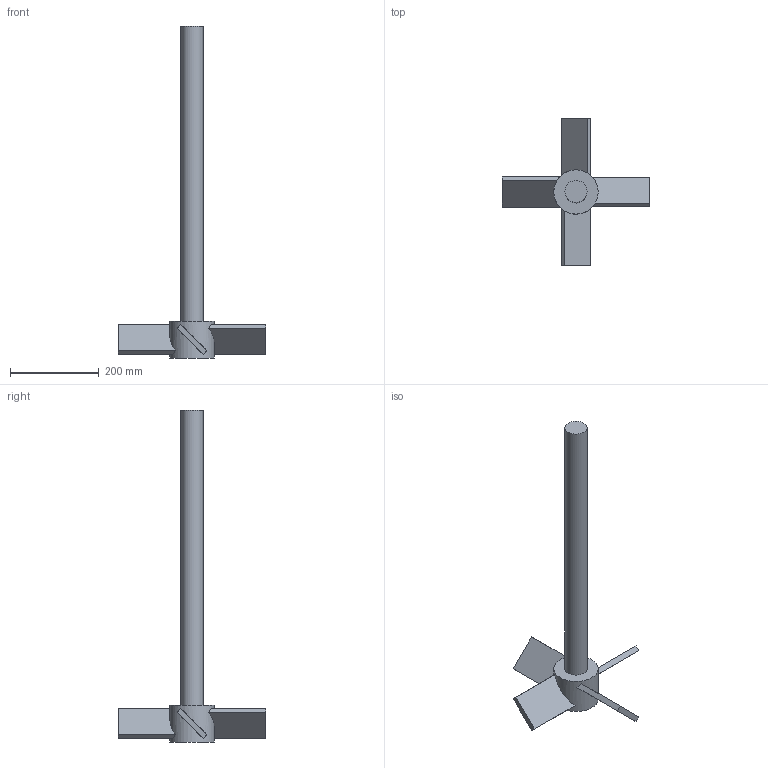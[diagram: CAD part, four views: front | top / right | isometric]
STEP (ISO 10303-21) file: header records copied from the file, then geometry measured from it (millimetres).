
FILE_DESCRIPTION(('FreeCAD Model'),'2;1');
FILE_NAME('Open CASCADE Shape Model','2023-01-18T15:20:40',(''),(''), 'Open CASCADE STEP processor 7.6','FreeCAD','Unknown');
FILE_SCHEMA(('AUTOMOTIVE_DESIGN { 1 0 10303 214 1 1 1 1 }'));
Length unit declared in the file: millimetre
Products named in the file (1): Fusion
Bounding box: 333.34 x 333.34 x 750 mm (x, y, z)
Volume: 2462691.9 mm3; surface area: 238929.9 mm2
Topology: 1 solids, 1 shells, 26 faces, 58 edges, 39 vertices
Faces by surface type: plane 24, cylinder 2
Full cylindrical faces by diameter (mm): 50 x1, 100 x1
Entity records: 1622 total; most frequent: CARTESIAN_POINT 392, DIRECTION 232, ORIENTED_EDGE 116, PCURVE 116, DEFINITIONAL_REPRESENTATION 116, LINE 109, VECTOR 109, EDGE_CURVE 58
